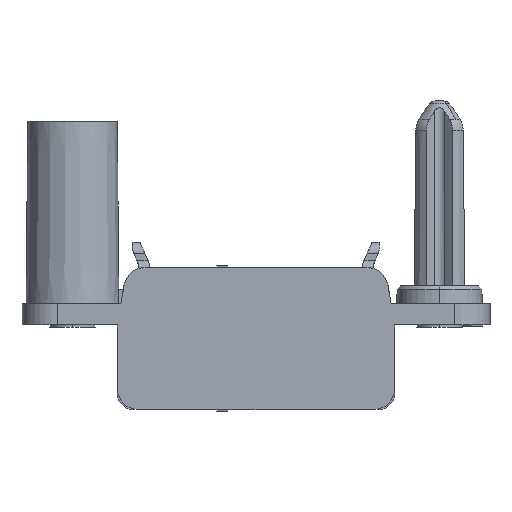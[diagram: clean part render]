
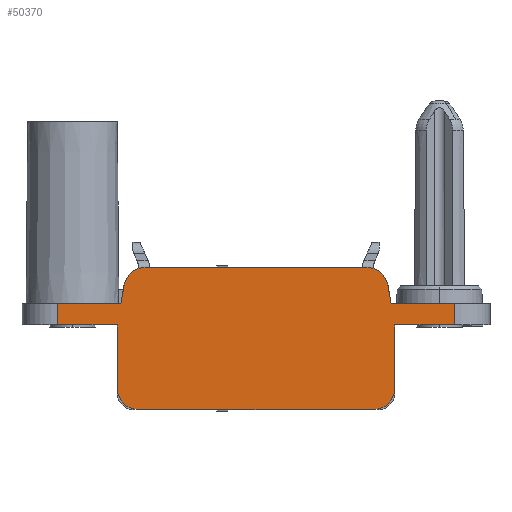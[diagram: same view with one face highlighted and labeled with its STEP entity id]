
A CAD part, front view. The second image highlights one B-rep face of the part: STEP entity #50370.
In plain terms, the highlighted face is planar.
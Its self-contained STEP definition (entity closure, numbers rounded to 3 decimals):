
#5530=CARTESIAN_POINT('',(105.207,18.055,-31.7));
#5540=VERTEX_POINT('',#5530);
#5570=CARTESIAN_POINT('',(105.207,45.955,-31.7));
#5580=DIRECTION('',(0.,-1.,0.));
#5590=VECTOR('',#5580,1.);
#5600=LINE('',#5570,#5590);
#5610=CARTESIAN_POINT('',(105.207,26.455,-31.7));
#5620=VERTEX_POINT('',#5610);
#5630=EDGE_CURVE('',#5620,#5540,#5600,.T.);
#49070=CARTESIAN_POINT('',(105.207,17.855,
-45.6));
#49080=DIRECTION('',(1.,0.,-0.));
#49090=DIRECTION('',(0.,1.,0.));
#49100=AXIS2_PLACEMENT_3D('',#49070,#49080,#49090);
#49110=PLANE('',#49100);
#49120=CARTESIAN_POINT('',(105.207,30.371,-26.6));
#49130=DIRECTION('',(1.,0.,0.));
#49140=DIRECTION('',(0.,1.,0.));
#49150=AXIS2_PLACEMENT_3D('',#49120,#49130,#49140);
#49160=CIRCLE('',#49150,3.);
#49170=CARTESIAN_POINT('',(105.207,30.371,-23.6));
#49180=VERTEX_POINT('',#49170);
#49190=CARTESIAN_POINT('',(105.207,27.417,
-26.079));
#49200=VERTEX_POINT('',#49190);
#49210=EDGE_CURVE('',#49180,#49200,#49160,.T.);
#49220=ORIENTED_EDGE('',*,*,#49210,.T.);
#49230=CARTESIAN_POINT('',(105.207,45.955,-23.6));
#49240=DIRECTION('',(0.,1.,0.));
#49250=VECTOR('',#49240,1.);
#49260=LINE('',#49230,#49250);
#49270=CARTESIAN_POINT('',(105.207,61.538,-23.6));
#49280=VERTEX_POINT('',#49270);
#49290=EDGE_CURVE('',#49180,#49280,#49260,.T.);
#49300=ORIENTED_EDGE('',*,*,#49290,.F.);
#49310=CARTESIAN_POINT('',(105.207,61.538,-26.6));
#49320=DIRECTION('',(-1.,0.,0.));
#49330=DIRECTION('',(0.,-1.,0.));
#49340=AXIS2_PLACEMENT_3D('',#49310,#49320,#49330);
#49350=CIRCLE('',#49340,3.);
#49360=CARTESIAN_POINT('',(105.207,64.492,
-26.079));
#49370=VERTEX_POINT('',#49360);
#49380=EDGE_CURVE('',#49280,#49370,#49350,.T.);
#49390=ORIENTED_EDGE('',*,*,#49380,.F.);
#49400=CARTESIAN_POINT('',(105.207,66.965,
-40.1));
#49410=DIRECTION('',(0.,0.174,
-0.985));
#49420=VECTOR('',#49410,1.);
#49430=LINE('',#49400,#49420);
#49440=CARTESIAN_POINT('',(105.207,64.955,-28.7));
#49450=VERTEX_POINT('',#49440);
#49460=EDGE_CURVE('',#49370,#49450,#49430,.T.);
#49470=ORIENTED_EDGE('',*,*,#49460,.F.);
#49480=CARTESIAN_POINT('',(105.207,45.955,-28.7));
#49490=DIRECTION('',(0.,1.,0.));
#49500=VECTOR('',#49490,1.);
#49510=LINE('',#49480,#49500);
#49520=CARTESIAN_POINT('',(105.207,73.855,-28.7));
#49530=VERTEX_POINT('',#49520);
#49540=EDGE_CURVE('',#49450,#49530,#49510,.T.);
#49550=ORIENTED_EDGE('',*,*,#49540,.F.);
#49560=CARTESIAN_POINT('',(105.207,73.855,
-40.1));
#49570=DIRECTION('',(0.,0.,1.));
#49580=VECTOR('',#49570,1.);
#49590=LINE('',#49560,#49580);
#49600=CARTESIAN_POINT('',(105.207,73.855,
-31.7));
#49610=VERTEX_POINT('',#49600);
#49620=EDGE_CURVE('',#49610,#49530,#49590,.T.);
#49630=ORIENTED_EDGE('',*,*,#49620,.T.);
#49640=CARTESIAN_POINT('',(105.207,45.955,-31.7));
#49650=DIRECTION('',(0.,-1.,0.));
#49660=VECTOR('',#49650,1.);
#49670=LINE('',#49640,#49660);
#49680=CARTESIAN_POINT('',(105.207,65.455,
-31.7));
#49690=VERTEX_POINT('',#49680);
#49700=EDGE_CURVE('',#49610,#49690,#49670,.T.);
#49710=ORIENTED_EDGE('',*,*,#49700,.F.);
#49720=CARTESIAN_POINT('',(105.207,65.455,
-40.1));
#49730=DIRECTION('',(0.,0.,-1.));
#49740=VECTOR('',#49730,1.);
#49750=LINE('',#49720,#49740);
#49760=CARTESIAN_POINT('',(105.207,65.455,
-40.6));
#49770=VERTEX_POINT('',#49760);
#49780=EDGE_CURVE('',#49690,#49770,#49750,.T.);
#49790=ORIENTED_EDGE('',*,*,#49780,.F.);
#49800=CARTESIAN_POINT('',(105.207,62.455,
-40.6));
#49810=DIRECTION('',(-1.,0.,0.));
#49820=DIRECTION('',(0.,-1.,0.));
#49830=AXIS2_PLACEMENT_3D('',#49800,#49810,#49820);
#49840=CIRCLE('',#49830,3.);
#49850=CARTESIAN_POINT('',(105.207,62.455,
-43.6));
#49860=VERTEX_POINT('',#49850);
#49870=EDGE_CURVE('',#49770,#49860,#49840,.T.);
#49880=ORIENTED_EDGE('',*,*,#49870,.F.);
#49890=CARTESIAN_POINT('',(105.207,45.955,
-43.6));
#49900=DIRECTION('',(0.,-1.,0.));
#49910=VECTOR('',#49900,1.);
#49920=LINE('',#49890,#49910);
#49930=CARTESIAN_POINT('',(105.207,29.455,
-43.6));
#49940=VERTEX_POINT('',#49930);
#49950=EDGE_CURVE('',#49860,#49940,#49920,.T.);
#49960=ORIENTED_EDGE('',*,*,#49950,.F.);
#49970=CARTESIAN_POINT('',(105.207,29.455,
-40.6));
#49980=DIRECTION('',(1.,0.,0.));
#49990=DIRECTION('',(0.,1.,0.));
#50000=AXIS2_PLACEMENT_3D('',#49970,#49980,#49990);
#50010=CIRCLE('',#50000,3.);
#50020=CARTESIAN_POINT('',(105.207,26.455,
-40.6));
#50030=VERTEX_POINT('',#50020);
#50040=EDGE_CURVE('',#50030,#49940,#50010,.T.);
#50050=ORIENTED_EDGE('',*,*,#50040,.T.);
#50060=CARTESIAN_POINT('',(105.207,26.455,-40.1));
#50070=DIRECTION('',(0.,0.,-1.));
#50080=VECTOR('',#50070,1.);
#50090=LINE('',#50060,#50080);
#50100=EDGE_CURVE('',#5620,#50030,#50090,.T.);
#50110=ORIENTED_EDGE('',*,*,#50100,.T.);
#50120=ORIENTED_EDGE('',*,*,#5630,.F.);
#50130=CARTESIAN_POINT('',(105.207,18.055,-40.1));
#50140=DIRECTION('',(0.,0.,-1.));
#50150=VECTOR('',#50140,1.);
#50160=LINE('',#50130,#50150);
#50170=CARTESIAN_POINT('',(105.207,18.055,-28.7));
#50180=VERTEX_POINT('',#50170);
#50190=EDGE_CURVE('',#50180,#5540,#50160,.T.);
#50200=ORIENTED_EDGE('',*,*,#50190,.T.);
#50210=CARTESIAN_POINT('',(105.207,45.955,-28.7));
#50220=DIRECTION('',(0.,1.,0.));
#50230=VECTOR('',#50220,1.);
#50240=LINE('',#50210,#50230);
#50250=CARTESIAN_POINT('',(105.207,26.955,-28.7));
#50260=VERTEX_POINT('',#50250);
#50270=EDGE_CURVE('',#50180,#50260,#50240,.T.);
#50280=ORIENTED_EDGE('',*,*,#50270,.F.);
#50290=CARTESIAN_POINT('',(105.207,24.944,-40.1));
#50300=DIRECTION('',(0.,-0.174,
-0.985));
#50310=VECTOR('',#50300,1.);
#50320=LINE('',#50290,#50310);
#50330=EDGE_CURVE('',#49200,#50260,#50320,.T.);
#50340=ORIENTED_EDGE('',*,*,#50330,.T.);
#50350=EDGE_LOOP('',(#50340,#50280,#50200,#50120,#50110,#50050,#49960,
#49880,#49790,#49710,#49630,#49550,#49470,#49390,#49300,#49220));
#50360=FACE_OUTER_BOUND('',#50350,.T.);
#50370=ADVANCED_FACE('',(#50360),#49110,.T.);
